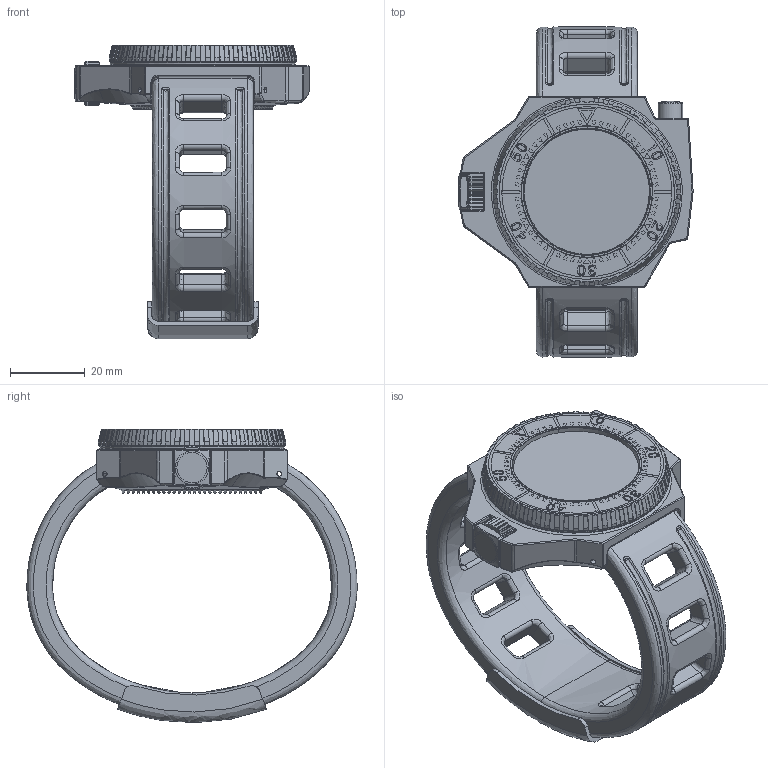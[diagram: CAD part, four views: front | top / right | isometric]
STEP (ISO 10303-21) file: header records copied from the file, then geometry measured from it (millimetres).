
FILE_DESCRIPTION(('FreeCAD Model'),'2;1');
FILE_NAME('Open CASCADE Shape Model','2025-04-25T15:36:12',('FreeCAD'),( 'FreeCAD'),'Open CASCADE STEP processor 7.6','FreeCAD','Unknown');
FILE_SCHEMA(('AUTOMOTIVE_DESIGN { 1 0 10303 214 1 1 1 1 }'));
Products named in the file (1): Open CASCADE STEP translator 7.6 1
Bounding box: 62.61 x 88.24 x 78.42 mm (x, y, z)
Volume: 54943.8 mm3; surface area: 37254 mm2
Topology: 9 solids, 129 shells, 2070 faces, 6321 edges, 4463 vertices
Faces by surface type: bspline 2070
Entity records: 102763 total; most frequent: CARTESIAN_POINT 66884, ORIENTED_EDGE 11439, EDGE_CURVE 6311, B_SPLINE_CURVE_WITH_KNOTS 5455, VERTEX_POINT 4463, FACE_BOUND 2220, EDGE_LOOP 2220, ADVANCED_FACE 2070
